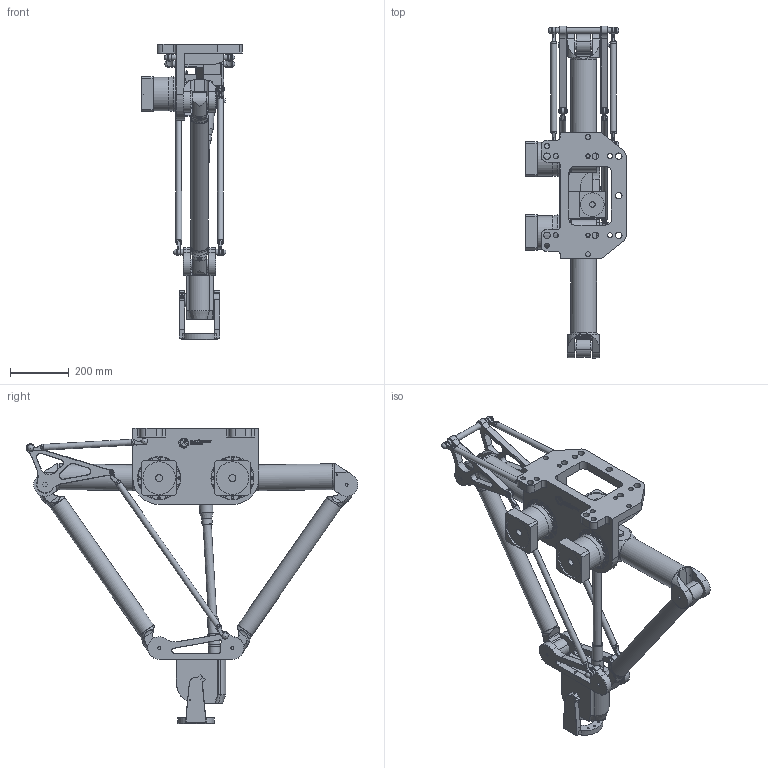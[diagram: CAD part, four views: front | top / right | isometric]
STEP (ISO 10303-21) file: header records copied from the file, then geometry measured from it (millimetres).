
FILE_DESCRIPTION(/* description */ (''),/* implementation_level */ '2;1');
FILE_NAME(/* name */ '3D-model_A_00906.stp',/* time_stamp */ '2022-02-22T16:44:10+01:00',/* author */ ('michael.schutter'),/* organization */ ('Majatronic'),/* preprocessor_version */ 'ST-DEVELOPER v16.5',/* originating_system */ 'Autodesk Inventor 2017',/* authorisation */ '');
FILE_SCHEMA (('AUTOMOTIVE_DESIGN { 1 0 10303 214 3 1 1 }'));
Length unit declared in the file: millimetre
Products named in the file (15): MT_BGR00020921MT_BGR; MT_BGR00020115MT_BGR; MT_WST00063615MT_WST; MT_WST00055121MT_WST; MT_WST00065780MT_WST; MT_WST00065781MT_WST; MT_WST00063616MT_WST; MT_WST00065782MT_WST; MT_WST00063602MT_WST; MT_WST00063607MT_WST; MT_WST00063617MT_WST; MT_WST00065790MT_WST; MT_WST00065791MT_WST; MT_WST00065793MT_WST; MT_WST00065792MT_WST
Assembly tree (18 placements, depth 3):
  MT_BGR00020921MT_BGR
    MT_BGR00020115MT_BGR
      MT_WST00063615MT_WST
      MT_WST00055121MT_WST  x2
    MT_WST00065780MT_WST
    MT_WST00065781MT_WST
    MT_WST00063616MT_WST
    MT_WST00065782MT_WST  x2
    MT_WST00063602MT_WST
    MT_WST00063607MT_WST
    MT_WST00063617MT_WST
    MT_WST00065790MT_WST  x2
    MT_WST00065791MT_WST  x2
    MT_WST00065793MT_WST
    MT_WST00065792MT_WST
Bounding box: 342 x 1132.69 x 1008 mm (x, y, z)
Volume: 24811749.3 mm3; surface area: 2142206.3 mm2
Topology: 18 solids, 21 shells, 2263 faces, 5270 edges, 3346 vertices
Faces by surface type: plane 1094, cylinder 720, cone 333, torus 80, bspline 26, sphere 10
Full cylindrical faces by diameter (mm): 4 x2, 4.134 x32, 4.917 x14, 5 x32, 6 x3, 6.647 x6, 8 x5, 8.2 x24, 8.376 x6, 8.5 x32, 9.8 x1, 10 x40, 10.106 x1, 11 x2, 12 x5, 13 x24, 15 x4, 17.294 x8, 18 x16, 19 x1, 19.98 x8, 20 x27, 22 x7, 24 x2, 25 x2, 28 x1, 32 x8, 35 x1, 36 x1, 40 x6
Entity records: 56484 total; most frequent: CARTESIAN_POINT 13581, DIRECTION 8984, ORIENTED_EDGE 7786, EDGE_CURVE 3892, AXIS2_PLACEMENT_3D 3385, VERTEX_POINT 2690, EDGE_LOOP 2558, LINE 2214
